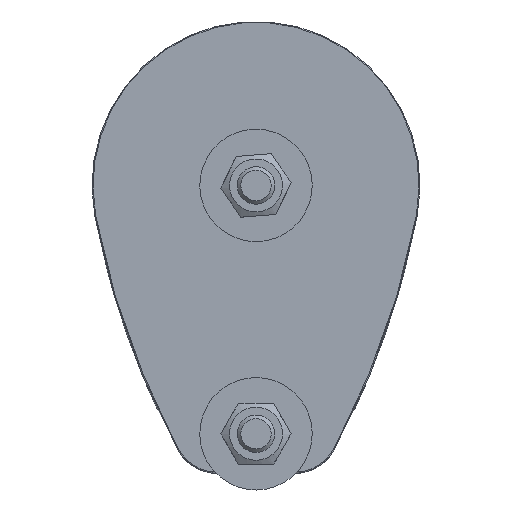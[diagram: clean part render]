
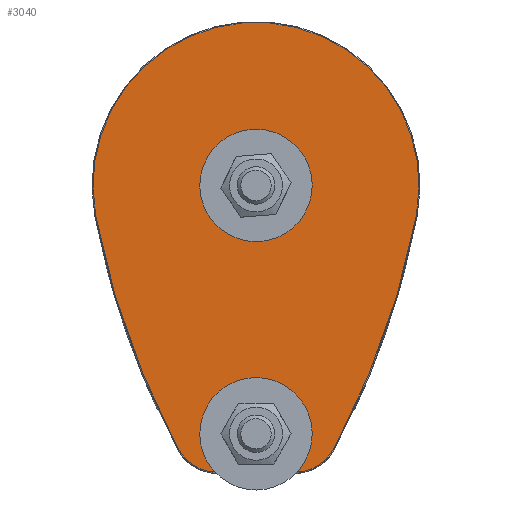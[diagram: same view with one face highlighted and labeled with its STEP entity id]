
A CAD part, front view. The second image highlights one B-rep face of the part: STEP entity #3040.
In plain terms, the highlighted planar face has unit normal (0, -1, 0).
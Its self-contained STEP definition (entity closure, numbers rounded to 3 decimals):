
#144=LINE('',#5024,#208);
#208=VECTOR('',#4074,10.);
#486=FACE_BOUND('',#950,.T.);
#487=FACE_BOUND('',#951,.T.);
#622=FACE_OUTER_BOUND('',#949,.T.);
#949=EDGE_LOOP('',(#2281,#2282,#2283,#2284,#2285,#2286));
#950=EDGE_LOOP('',(#2287));
#951=EDGE_LOOP('',(#2288));
#1244=CIRCLE('',#3386,9.8);
#1245=CIRCLE('',#3387,174.8);
#1246=CIRCLE('',#3388,34.8);
#1247=CIRCLE('',#3389,174.8);
#1248=CIRCLE('',#3390,9.8);
#1249=CIRCLE('',#3391,4.);
#1250=CIRCLE('',#3392,4.);
#1508=VERTEX_POINT('',#5013);
#1509=VERTEX_POINT('',#5014);
#1510=VERTEX_POINT('',#5016);
#1511=VERTEX_POINT('',#5018);
#1512=VERTEX_POINT('',#5020);
#1513=VERTEX_POINT('',#5022);
#1514=VERTEX_POINT('',#5025);
#1515=VERTEX_POINT('',#5027);
#1802=EDGE_CURVE('',#1508,#1509,#1244,.T.);
#1803=EDGE_CURVE('',#1510,#1508,#1245,.T.);
#1804=EDGE_CURVE('',#1511,#1510,#1246,.T.);
#1805=EDGE_CURVE('',#1512,#1511,#1247,.T.);
#1806=EDGE_CURVE('',#1513,#1512,#1248,.T.);
#1807=EDGE_CURVE('',#1513,#1509,#144,.T.);
#1808=EDGE_CURVE('',#1514,#1514,#1249,.T.);
#1809=EDGE_CURVE('',#1515,#1515,#1250,.T.);
#2281=ORIENTED_EDGE('',*,*,#1802,.F.);
#2282=ORIENTED_EDGE('',*,*,#1803,.F.);
#2283=ORIENTED_EDGE('',*,*,#1804,.F.);
#2284=ORIENTED_EDGE('',*,*,#1805,.F.);
#2285=ORIENTED_EDGE('',*,*,#1806,.F.);
#2286=ORIENTED_EDGE('',*,*,#1807,.T.);
#2287=ORIENTED_EDGE('',*,*,#1808,.F.);
#2288=ORIENTED_EDGE('',*,*,#1809,.F.);
#2905=PLANE('',#3385);
#3040=ADVANCED_FACE('',(#622,#486,#487),#2905,.T.);
#3385=AXIS2_PLACEMENT_3D('',#5012,#4062,#4063);
#3386=AXIS2_PLACEMENT_3D('',#5015,#4064,#4065);
#3387=AXIS2_PLACEMENT_3D('',#5017,#4066,#4067);
#3388=AXIS2_PLACEMENT_3D('',#5019,#4068,#4069);
#3389=AXIS2_PLACEMENT_3D('',#5021,#4070,#4071);
#3390=AXIS2_PLACEMENT_3D('',#5023,#4072,#4073);
#3391=AXIS2_PLACEMENT_3D('',#5026,#4075,#4076);
#3392=AXIS2_PLACEMENT_3D('',#5028,#4077,#4078);
#4062=DIRECTION('center_axis',(0.,-1.,0.));
#4063=DIRECTION('ref_axis',(0.,0.,-1.));
#4064=DIRECTION('center_axis',(0.,1.,0.));
#4065=DIRECTION('ref_axis',(0.643,0.,-0.766));
#4066=DIRECTION('center_axis',(0.,1.,0.));
#4067=DIRECTION('ref_axis',(0.943,0.,-0.333));
#4068=DIRECTION('center_axis',(0.,1.,0.));
#4069=DIRECTION('ref_axis',(0.,0.,1.));
#4070=DIRECTION('center_axis',(0.,1.,0.));
#4071=DIRECTION('ref_axis',(-0.943,0.,-0.333));
#4072=DIRECTION('center_axis',(0.,1.,0.));
#4073=DIRECTION('ref_axis',(-0.643,0.,-0.766));
#4074=DIRECTION('',(1.,0.,0.));
#4075=DIRECTION('center_axis',(0.,-1.,0.));
#4076=DIRECTION('ref_axis',(-0.08,0.,0.997));
#4077=DIRECTION('center_axis',(0.,-1.,0.));
#4078=DIRECTION('ref_axis',(-0.763,0.,0.646));
#5012=CARTESIAN_POINT('Origin',(0.,0.,-61.));
#5013=CARTESIAN_POINT('',(16.642,0.,-56.121));
#5014=CARTESIAN_POINT('',(10.406,0.,-61.));
#5015=CARTESIAN_POINT('Origin',(8.,0.,-51.5));
#5016=CARTESIAN_POINT('',(34.181,0.,-6.537));
#5017=CARTESIAN_POINT('Origin',(-137.508,0.,26.297));
#5018=CARTESIAN_POINT('',(-34.181,0.,-6.537));
#5019=CARTESIAN_POINT('Origin',(0.,0.,0.));
#5020=CARTESIAN_POINT('',(-16.642,0.,-56.121));
#5021=CARTESIAN_POINT('Origin',(137.508,0.,26.297));
#5022=CARTESIAN_POINT('',(-10.406,0.,-61.));
#5023=CARTESIAN_POINT('Origin',(-8.,0.,-51.5));
#5024=CARTESIAN_POINT('',(0.,0.,-61.));
#5025=CARTESIAN_POINT('',(0.318,0.,-3.987));
#5026=CARTESIAN_POINT('Origin',(0.,0.,0.));
#5027=CARTESIAN_POINT('',(3.052,0.,-55.585));
#5028=CARTESIAN_POINT('Origin',(0.,0.,
-53.));
